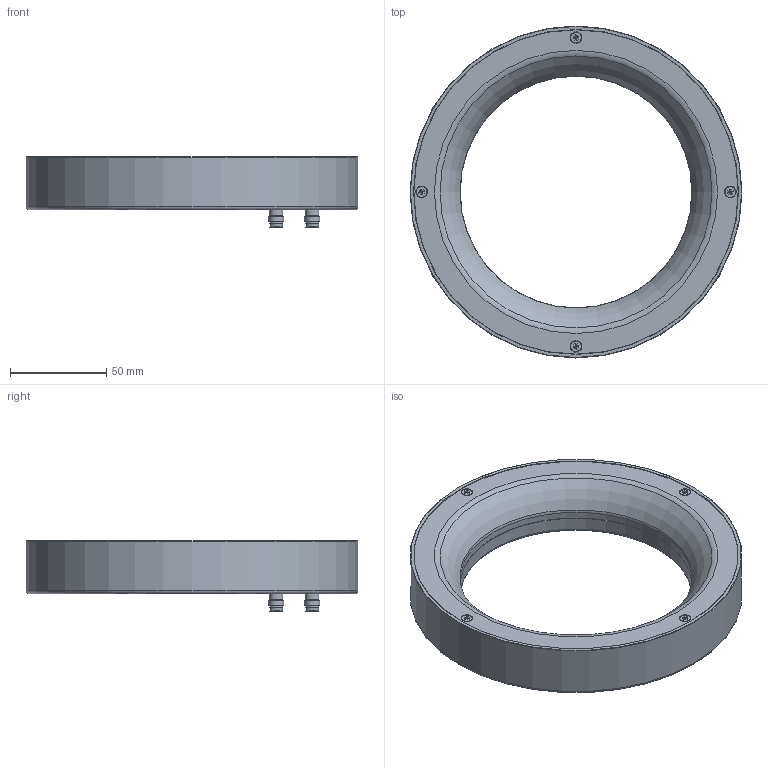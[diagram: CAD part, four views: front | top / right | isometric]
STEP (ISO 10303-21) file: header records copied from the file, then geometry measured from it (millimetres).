
FILE_DESCRIPTION(/* description */ ('Unknown'),/* implementation_level */ '2;1');
FILE_NAME(/* name */ 'SL-120-customers',/* time_stamp */ '2021-10-14T17:20:13+02:00',/* author */ ('Unknown'),/* organization */ ('Smartview s. r. o.'),/* preprocessor_version */ 'ST-DEVELOPER v18.1',/* originating_system */ 'Solid Edge',/* authorisation */ 'Unknown');
FILE_SCHEMA (('AUTOMOTIVE_DESIGN {1 0 10303 214 3 1 1}'));
Length unit declared in the file: millimetre
Products named in the file (1): SL-120-customers
Bounding box: 172 x 172 x 36.55 mm (x, y, z)
Volume: 220214 mm3; surface area: 97163.4 mm2
Topology: 1 solids, 5 shells, 335 faces, 680 edges, 407 vertices
Faces by surface type: plane 190, cylinder 89, cone 29, torus 27
Full cylindrical faces by diameter (mm): 1 x6, 1.002 x1, 3 x8, 3.2 x4, 4.134 x8, 5.5 x4, 5.6 x2, 6 x4, 6.2 x2, 6.8 x2, 6.804 x2, 7 x2, 8 x2, 120 x1, 120.098 x1, 122.279 x1, 122.4 x1, 124.079 x1, 124.4 x1, 128 x1, 134 x1, 141.6 x1, 145.2 x1, 150.4 x1, 168.079 x1, 168.4 x1, 172 x1
Entity records: 10023 total; most frequent: DIRECTION 1424, CARTESIAN_POINT 1220, ORIENTED_EDGE 1040, AXIS2_PLACEMENT_3D 568, EDGE_CURVE 520, EDGE_LOOP 514, FACE_BOUND 514, VERTEX_POINT 364
